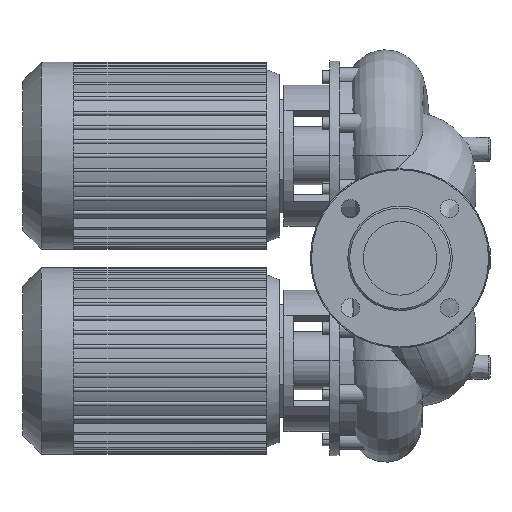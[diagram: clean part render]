
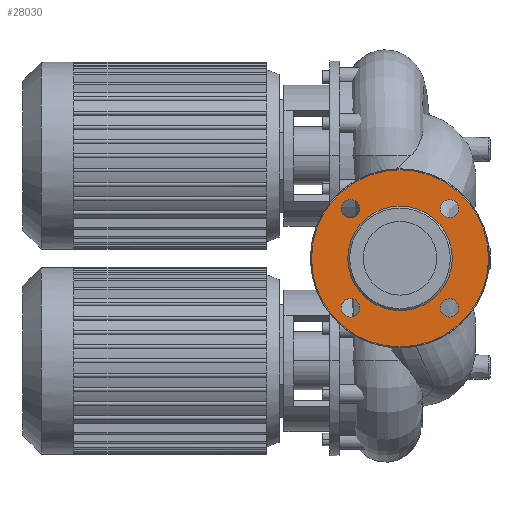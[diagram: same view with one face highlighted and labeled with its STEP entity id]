
A CAD part, left-side view. The second image highlights one B-rep face of the part: STEP entity #28030.
In plain terms, the highlighted free-form (B-spline) face has degree [1, 1] with [2, 2] control points.
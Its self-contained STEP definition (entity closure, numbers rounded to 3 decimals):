
#27409=CARTESIAN_POINT('',(2.,0.,-91.5));
#27410=VERTEX_POINT('',#27409);
#27426=CARTESIAN_POINT('',(2.,0.,91.5));
#27427=VERTEX_POINT('',#27426);
#27435=CARTESIAN_POINT('',(2.,-91.5,0.0));
#27436=VERTEX_POINT('',#27435);
#27437=CARTESIAN_POINT('',(2.,0.,0.0));
#27438=DIRECTION('',(-1.0,0.0,0.0));
#27439=DIRECTION('',(0.0,-1.0,0.0));
#27440=AXIS2_PLACEMENT_3D('',#27437,#27438,#27439);
#27441=CIRCLE('',#27440,91.5);
#27442=EDGE_CURVE('',#27436,#27427,#27441,.T.);
#27444=CARTESIAN_POINT('',(2.,0.,0.0));
#27445=DIRECTION('',(-1.0,0.0,0.0));
#27446=DIRECTION('',(0.0,-1.0,0.0));
#27447=AXIS2_PLACEMENT_3D('',#27444,#27445,#27446);
#27448=CIRCLE('',#27447,91.5);
#27449=EDGE_CURVE('',#27410,#27436,#27448,.T.);
#27480=CARTESIAN_POINT('',(2.,-54.,0.0));
#27481=VERTEX_POINT('',#27480);
#27490=CARTESIAN_POINT('',(2.,54.,0.));
#27491=VERTEX_POINT('',#27490);
#27492=CARTESIAN_POINT('',(2.,0.,0.0));
#27493=DIRECTION('',(-1.0,0.0,0.0));
#27494=DIRECTION('',(0.0,-1.0,0.0));
#27495=AXIS2_PLACEMENT_3D('',#27492,#27493,#27494);
#27496=CIRCLE('',#27495,54.);
#27497=EDGE_CURVE('',#27481,#27491,#27496,.T.);
#27543=CARTESIAN_POINT('',(2.,-51.265,41.765));
#27544=VERTEX_POINT('',#27543);
#27553=CARTESIAN_POINT('',(2.,-51.265,60.765));
#27554=VERTEX_POINT('',#27553);
#27555=CARTESIAN_POINT('',(2.,-51.265,51.265));
#27556=DIRECTION('',(-1.0,0.0,0.0));
#27557=DIRECTION('',(0.0,0.0,-1.0));
#27558=AXIS2_PLACEMENT_3D('',#27555,#27556,#27557);
#27559=CIRCLE('',#27558,9.5);
#27560=EDGE_CURVE('',#27544,#27554,#27559,.T.);
#27606=CARTESIAN_POINT('',(2.,41.765,51.265));
#27607=VERTEX_POINT('',#27606);
#27616=CARTESIAN_POINT('',(2.,60.765,51.265));
#27617=VERTEX_POINT('',#27616);
#27618=CARTESIAN_POINT('',(2.,51.265,51.265));
#27619=DIRECTION('',(-1.0,0.0,0.0));
#27620=DIRECTION('',(0.0,-1.0,0.0));
#27621=AXIS2_PLACEMENT_3D('',#27618,#27619,#27620);
#27622=CIRCLE('',#27621,9.5);
#27623=EDGE_CURVE('',#27607,#27617,#27622,.T.);
#27669=CARTESIAN_POINT('',(2.,51.265,-41.765));
#27670=VERTEX_POINT('',#27669);
#27679=CARTESIAN_POINT('',(2.,51.265,-60.765));
#27680=VERTEX_POINT('',#27679);
#27681=CARTESIAN_POINT('',(2.,51.265,-51.265));
#27682=DIRECTION('',(-1.0,0.0,0.0));
#27683=DIRECTION('',(0.0,0.0,1.0));
#27684=AXIS2_PLACEMENT_3D('',#27681,#27682,#27683);
#27685=CIRCLE('',#27684,9.5);
#27686=EDGE_CURVE('',#27670,#27680,#27685,.T.);
#27732=CARTESIAN_POINT('',(2.,-41.765,-51.265));
#27733=VERTEX_POINT('',#27732);
#27742=CARTESIAN_POINT('',(2.,-60.765,-51.265));
#27743=VERTEX_POINT('',#27742);
#27744=CARTESIAN_POINT('',(2.,-51.265,-51.265));
#27745=DIRECTION('',(-1.0,0.0,0.0));
#27746=DIRECTION('',(0.0,1.0,0.0));
#27747=AXIS2_PLACEMENT_3D('',#27744,#27745,#27746);
#27748=CIRCLE('',#27747,9.5);
#27749=EDGE_CURVE('',#27733,#27743,#27748,.T.);
#27804=CARTESIAN_POINT('',(2.,-51.265,-51.265));
#27805=DIRECTION('',(-1.0,0.0,0.0));
#27806=DIRECTION('',(0.0,1.0,0.0));
#27807=AXIS2_PLACEMENT_3D('',#27804,#27805,#27806);
#27808=CIRCLE('',#27807,9.5);
#27809=EDGE_CURVE('',#27743,#27733,#27808,.T.);
#27849=CARTESIAN_POINT('',(2.,51.265,-51.265));
#27850=DIRECTION('',(-1.0,0.0,0.0));
#27851=DIRECTION('',(0.0,0.0,1.0));
#27852=AXIS2_PLACEMENT_3D('',#27849,#27850,#27851);
#27853=CIRCLE('',#27852,9.5);
#27854=EDGE_CURVE('',#27680,#27670,#27853,.T.);
#27894=CARTESIAN_POINT('',(2.,51.265,51.265));
#27895=DIRECTION('',(-1.0,0.0,0.0));
#27896=DIRECTION('',(0.0,-1.0,0.0));
#27897=AXIS2_PLACEMENT_3D('',#27894,#27895,#27896);
#27898=CIRCLE('',#27897,9.5);
#27899=EDGE_CURVE('',#27617,#27607,#27898,.T.);
#27939=CARTESIAN_POINT('',(2.,-51.265,51.265));
#27940=DIRECTION('',(-1.0,0.0,0.0));
#27941=DIRECTION('',(0.0,0.0,-1.0));
#27942=AXIS2_PLACEMENT_3D('',#27939,#27940,#27941);
#27943=CIRCLE('',#27942,9.5);
#27944=EDGE_CURVE('',#27554,#27544,#27943,.T.);
#27984=CARTESIAN_POINT('',(2.,0.,0.0));
#27985=DIRECTION('',(-1.0,0.0,0.0));
#27986=DIRECTION('',(0.0,-1.0,0.0));
#27987=AXIS2_PLACEMENT_3D('',#27984,#27985,#27986);
#27988=CIRCLE('',#27987,54.);
#27989=EDGE_CURVE('',#27491,#27481,#27988,.T.);
#27994=CARTESIAN_POINT('',(2.,-91.5,-91.5));
#27995=CARTESIAN_POINT('',(2.,-91.5,91.5));
#27996=CARTESIAN_POINT('',(2.,91.5,-91.5));
#27997=CARTESIAN_POINT('',(2.,91.5,91.5));
#27998=B_SPLINE_SURFACE_WITH_KNOTS('',1,1,((#27994,#27996),(#27995,#27997)),.UNSPECIFIED.,.F.,.F.,.U.,(2,2),(2,2),(0.0,183.),(0.0,183.),.UNSPECIFIED.);
#27999=ORIENTED_EDGE('',*,*,#27442,.T.);
#28000=CARTESIAN_POINT('',(2.,0.,0.0));
#28001=DIRECTION('',(-1.0,0.0,0.0));
#28002=DIRECTION('',(0.0,-1.0,0.0));
#28003=AXIS2_PLACEMENT_3D('',#28000,#28001,#28002);
#28004=CIRCLE('',#28003,91.5);
#28005=EDGE_CURVE('',#27427,#27410,#28004,.T.);
#28006=ORIENTED_EDGE('',*,*,#28005,.T.);
#28007=ORIENTED_EDGE('',*,*,#27449,.T.);
#28008=EDGE_LOOP('',(#27999,#28006,#28007));
#28009=FACE_OUTER_BOUND('',#28008,.T.);
#28010=ORIENTED_EDGE('',*,*,#27809,.F.);
#28011=ORIENTED_EDGE('',*,*,#27749,.F.);
#28012=EDGE_LOOP('',(#28010,#28011));
#28013=FACE_BOUND('',#28012,.T.);
#28014=ORIENTED_EDGE('',*,*,#27854,.F.);
#28015=ORIENTED_EDGE('',*,*,#27686,.F.);
#28016=EDGE_LOOP('',(#28014,#28015));
#28017=FACE_BOUND('',#28016,.T.);
#28018=ORIENTED_EDGE('',*,*,#27899,.F.);
#28019=ORIENTED_EDGE('',*,*,#27623,.F.);
#28020=EDGE_LOOP('',(#28018,#28019));
#28021=FACE_BOUND('',#28020,.T.);
#28022=ORIENTED_EDGE('',*,*,#27944,.F.);
#28023=ORIENTED_EDGE('',*,*,#27560,.F.);
#28024=EDGE_LOOP('',(#28022,#28023));
#28025=FACE_BOUND('',#28024,.T.);
#28026=ORIENTED_EDGE('',*,*,#27497,.F.);
#28027=ORIENTED_EDGE('',*,*,#27989,.F.);
#28028=EDGE_LOOP('',(#28026,#28027));
#28029=FACE_BOUND('',#28028,.T.);
#28030=ADVANCED_FACE('',(#28009,#28013,#28017,#28021,#28025,#28029),#27998,.T.);
